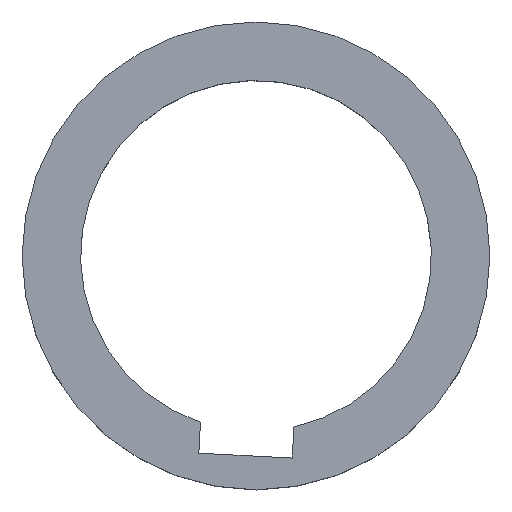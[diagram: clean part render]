
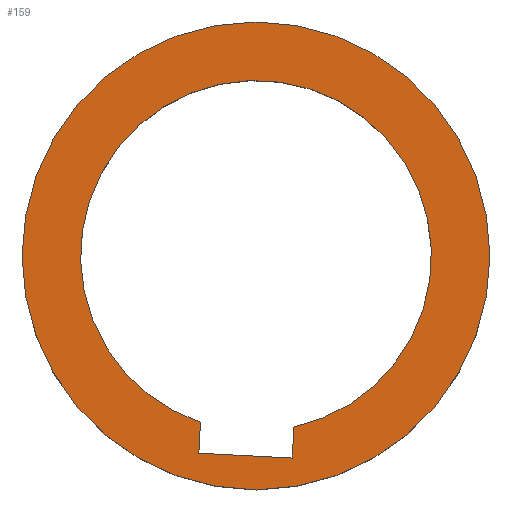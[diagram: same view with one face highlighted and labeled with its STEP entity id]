
A CAD part, top view. The second image highlights one B-rep face of the part: STEP entity #159.
In plain terms, the highlighted planar face has unit normal (0, 0, 1).
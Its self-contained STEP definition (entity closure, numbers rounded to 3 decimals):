
#35=CARTESIAN_POINT('',(3.238,-14.646,9.581));
#36=VERTEX_POINT('',#35);
#43=CARTESIAN_POINT('',(3.1,-17.286,9.581));
#44=VERTEX_POINT('',#43);
#45=CARTESIAN_POINT('',(3.1,-17.286,9.581));
#46=DIRECTION('',(0.052,0.999,0.));
#47=VECTOR('',#46,2.643);
#48=LINE('',#45,#47);
#49=EDGE_CURVE('',#44,#36,#48,.T.);
#75=CARTESIAN_POINT('',(-4.889,-16.867,9.581));
#76=VERTEX_POINT('',#75);
#83=CARTESIAN_POINT('',(-4.751,-14.228,9.581));
#84=VERTEX_POINT('',#83);
#85=CARTESIAN_POINT('',(-4.751,-14.228,9.581));
#86=DIRECTION('',(-0.052,-0.999,0.));
#87=VECTOR('',#86,2.643);
#88=LINE('',#85,#87);
#89=EDGE_CURVE('',#84,#76,#88,.T.);
#112=CARTESIAN_POINT('',(-4.889,-16.867,9.581));
#113=DIRECTION('',(0.999,-0.052,0.));
#114=VECTOR('',#113,8.);
#115=LINE('',#112,#114);
#116=EDGE_CURVE('',#76,#44,#115,.T.);
#122=CARTESIAN_POINT('',(0.,0.,9.581));
#123=DIRECTION('',(1.,0.,0.));
#124=DIRECTION('',(0.,0.,1.));
#125=AXIS2_PLACEMENT_3D('',#122,#124,#123);
#126=PLANE('',#125);
#127=CARTESIAN_POINT('',(20.,0.,9.581));
#128=VERTEX_POINT('',#127);
#129=CARTESIAN_POINT('',(-20.,0.,9.581));
#130=VERTEX_POINT('',#129);
#131=CARTESIAN_POINT('',(0.,0.,9.581));
#132=DIRECTION('',(1.,0.,0.));
#133=DIRECTION('',(0.,0.,1.));
#134=AXIS2_PLACEMENT_3D('',#131,#133,#132);
#135=CIRCLE('',#134,20.);
#136=EDGE_CURVE('',#128,#130,#135,.T.);
#137=ORIENTED_EDGE('E12',*,*,#136,.T.);
#138=CARTESIAN_POINT('',(0.,0.,9.581));
#139=DIRECTION('',(-1.,0.,0.));
#140=DIRECTION('',(0.,0.,1.));
#141=AXIS2_PLACEMENT_3D('',#138,#140,#139);
#142=CIRCLE('',#141,20.);
#143=EDGE_CURVE('',#130,#128,#142,.T.);
#144=ORIENTED_EDGE('E13',*,*,#143,.T.);
#145=EDGE_LOOP('',(#137,#144));
#146=FACE_OUTER_BOUND('',#145,.T.);
#147=ORIENTED_EDGE('',*,*,#49,.F.);
#148=ORIENTED_EDGE('',*,*,#116,.F.);
#149=ORIENTED_EDGE('',*,*,#89,.F.);
#150=CARTESIAN_POINT('',(0.,0.,9.581));
#151=DIRECTION('',(-0.317,-0.949,0.));
#152=DIRECTION('',(0.,0.,-1.));
#153=AXIS2_PLACEMENT_3D('',#150,#152,#151);
#154=CIRCLE('',#153,15.);
#155=EDGE_CURVE('',#84,#36,#154,.T.);
#156=ORIENTED_EDGE('E11',*,*,#155,.T.);
#157=EDGE_LOOP('',(#147,#148,#149,#156));
#158=FACE_BOUND('',#157,.T.);
#159=ADVANCED_FACE('F4',(#146,#158),#126,.T.);
